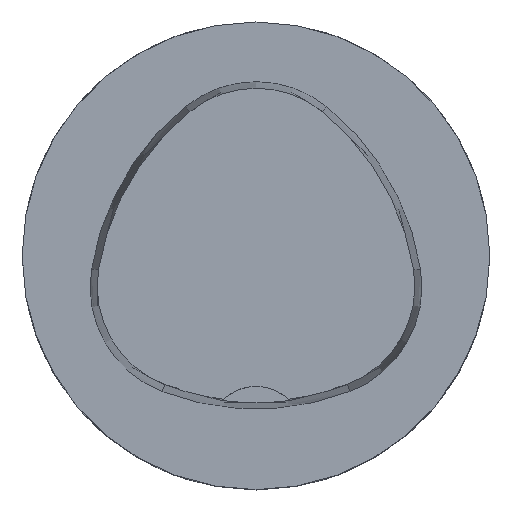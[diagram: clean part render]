
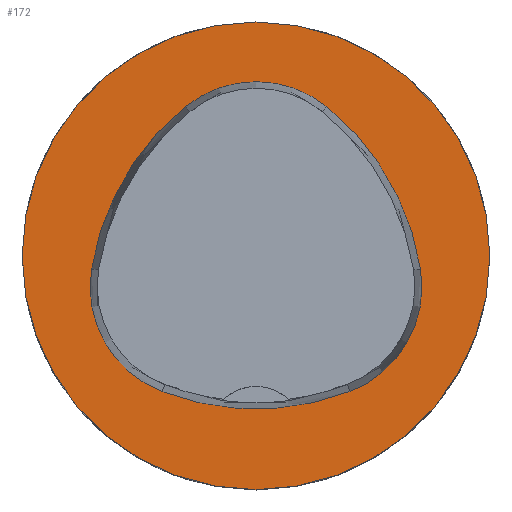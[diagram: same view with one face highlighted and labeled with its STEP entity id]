
A CAD part, top view. The second image highlights one B-rep face of the part: STEP entity #172.
In plain terms, the highlighted planar face has unit normal (0, 0, 1).
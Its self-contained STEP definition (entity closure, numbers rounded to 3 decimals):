
#45=PLANE('',#1350);
#172=ADVANCED_FACE('',(#506,#507),#45,.T.);
#506=FACE_BOUND('',#536,.T.);
#507=FACE_BOUND('',#537,.T.);
#536=EDGE_LOOP('',(#678,#679,#680,#681,#682,#683));
#537=EDGE_LOOP('',(#684));
#678=ORIENTED_EDGE('',*,*,#1122,.T.);
#679=ORIENTED_EDGE('',*,*,#1102,.T.);
#680=ORIENTED_EDGE('',*,*,#1106,.T.);
#681=ORIENTED_EDGE('',*,*,#1109,.T.);
#682=ORIENTED_EDGE('',*,*,#1112,.T.);
#683=ORIENTED_EDGE('',*,*,#1120,.T.);
#684=ORIENTED_EDGE('',*,*,#1093,.F.);
#977=VERTEX_POINT('',#1834);
#986=VERTEX_POINT('',#1853);
#987=VERTEX_POINT('',#1854);
#990=VERTEX_POINT('',#1862);
#992=VERTEX_POINT('',#1868);
#994=VERTEX_POINT('',#1874);
#1001=VERTEX_POINT('',#1895);
#1093=EDGE_CURVE('',#977,#977,#1243,.T.);
#1102=EDGE_CURVE('',#986,#987,#1244,.T.);
#1106=EDGE_CURVE('',#987,#990,#1246,.T.);
#1109=EDGE_CURVE('',#990,#992,#1248,.T.);
#1112=EDGE_CURVE('',#992,#994,#1250,.T.);
#1120=EDGE_CURVE('',#994,#1001,#1254,.T.);
#1122=EDGE_CURVE('',#1001,#986,#1256,.T.);
#1243=CIRCLE('',#1322,25.);
#1244=CIRCLE('',#1328,28.);
#1246=CIRCLE('',#1331,12.);
#1248=CIRCLE('',#1334,28.);
#1250=CIRCLE('',#1337,12.);
#1254=CIRCLE('',#1342,28.);
#1256=CIRCLE('',#1345,12.);
#1322=AXIS2_PLACEMENT_3D('',#1833,#1459,#1460);
#1328=AXIS2_PLACEMENT_3D('',#1852,#1475,#1476);
#1331=AXIS2_PLACEMENT_3D('',#1861,#1483,#1484);
#1334=AXIS2_PLACEMENT_3D('',#1867,#1490,#1491);
#1337=AXIS2_PLACEMENT_3D('',#1873,#1497,#1498);
#1342=AXIS2_PLACEMENT_3D('',#1896,#1509,#1510);
#1345=AXIS2_PLACEMENT_3D('',#1899,#1515,#1516);
#1350=AXIS2_PLACEMENT_3D('',#1904,#1525,#1526);
#1459=DIRECTION('',(0.,0.,-1.));
#1460=DIRECTION('',(-1.,0.,0.));
#1475=DIRECTION('',(0.,0.,-1.));
#1476=DIRECTION('',(-1.,0.,0.));
#1483=DIRECTION('',(0.,0.,-1.));
#1484=DIRECTION('',(-1.,0.,0.));
#1490=DIRECTION('',(0.,0.,-1.));
#1491=DIRECTION('',(-1.,0.,0.));
#1497=DIRECTION('',(0.,0.,-1.));
#1498=DIRECTION('',(-1.,0.,0.));
#1509=DIRECTION('',(0.,0.,-1.));
#1510=DIRECTION('',(-1.,0.,0.));
#1515=DIRECTION('',(0.,0.,-1.));
#1516=DIRECTION('',(-1.,0.,0.));
#1525=DIRECTION('',(0.,0.,1.));
#1526=DIRECTION('',(-1.,0.,0.));
#1833=CARTESIAN_POINT('',(0.,0.,0.));
#1834=CARTESIAN_POINT('',(-25.,0.,0.));
#1852=CARTESIAN_POINT('',(10.068,-5.824,0.));
#1853=CARTESIAN_POINT('',(-17.584,-1.424,0.));
#1854=CARTESIAN_POINT('',(-7.531,15.953,0.));
#1861=CARTESIAN_POINT('',(0.011,6.62,0.));
#1862=CARTESIAN_POINT('',(7.567,15.942,0.));
#1867=CARTESIAN_POINT('',(-10.063,-5.81,0.));
#1868=CARTESIAN_POINT('',(17.59,-1.418,0.));
#1873=CARTESIAN_POINT('',(5.739,-3.3,0.));
#1874=CARTESIAN_POINT('',(10.05,-14.499,0.));
#1895=CARTESIAN_POINT('',(-10.025,-14.516,0.));
#1896=CARTESIAN_POINT('',(-0.01,11.631,0.));
#1899=CARTESIAN_POINT('',(-5.733,-3.31,0.));
#1904=CARTESIAN_POINT('',(0.,0.,0.));
